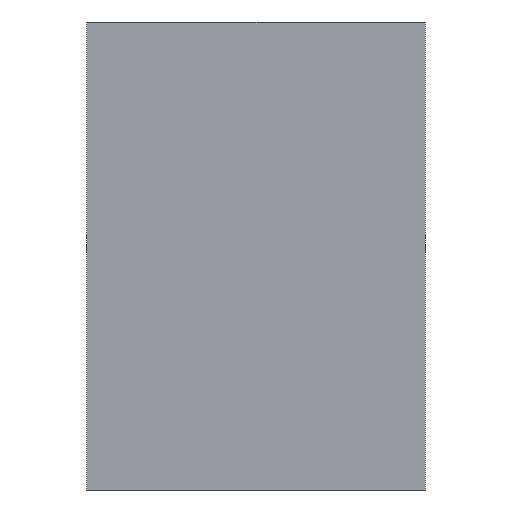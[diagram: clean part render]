
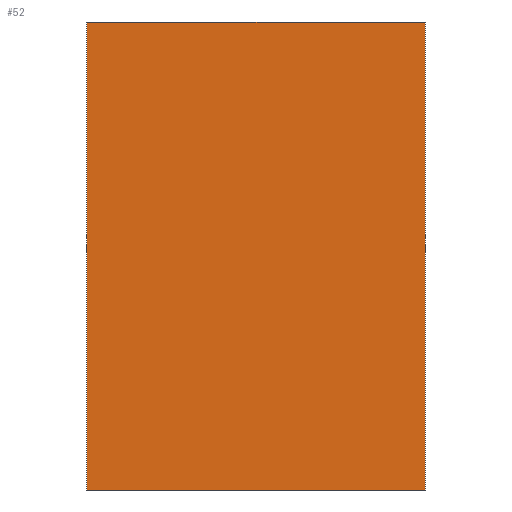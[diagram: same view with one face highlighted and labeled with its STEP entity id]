
A CAD part, left-side view. The second image highlights one B-rep face of the part: STEP entity #52.
In plain terms, the highlighted planar face has unit normal (-1, 0, 0).
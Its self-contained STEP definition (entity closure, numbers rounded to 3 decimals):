
#52 = ADVANCED_FACE( '', ( #110 ), #111, .F. );
#110 = FACE_OUTER_BOUND( '', #159, .T. );
#111 = PLANE( '', #160 );
#159 = EDGE_LOOP( '', ( #235, #236, #237, #238 ) );
#160 = AXIS2_PLACEMENT_3D( '', #239, #240, #241 );
#235 = ORIENTED_EDGE( '', *, *, #269, .T. );
#236 = ORIENTED_EDGE( '', *, *, #263, .F. );
#237 = ORIENTED_EDGE( '', *, *, #265, .F. );
#238 = ORIENTED_EDGE( '', *, *, #247, .T. );
#239 = CARTESIAN_POINT( '', ( -348., 42., 116. ) );
#240 = DIRECTION( '', ( 1., 0., 0. ) );
#241 = DIRECTION( '', ( 0., 0., -1. ) );
#247 = EDGE_CURVE( '', #281, #279, #282, .T. );
#263 = EDGE_CURVE( '', #307, #302, #309, .T. );
#265 = EDGE_CURVE( '', #281, #307, #311, .T. );
#269 = EDGE_CURVE( '', #279, #302, #315, .T. );
#279 = VERTEX_POINT( '', #325 );
#281 = VERTEX_POINT( '', #328 );
#282 = LINE( '', #329, #330 );
#302 = VERTEX_POINT( '', #352 );
#307 = VERTEX_POINT( '', #359 );
#309 = LINE( '', #362, #363 );
#311 = LINE( '', #365, #366 );
#315 = LINE( '', #372, #373 );
#325 = CARTESIAN_POINT( '', ( -348., 42., 0. ) );
#328 = CARTESIAN_POINT( '', ( -348., 42., 116. ) );
#329 = CARTESIAN_POINT( '', ( -348., 42., 116. ) );
#330 = VECTOR( '', #383, 1000. );
#352 = CARTESIAN_POINT( '', ( -348., -42., 0. ) );
#359 = CARTESIAN_POINT( '', ( -348., -42., 116. ) );
#362 = CARTESIAN_POINT( '', ( -348., -42., 116. ) );
#363 = VECTOR( '', #407, 1000. );
#365 = CARTESIAN_POINT( '', ( -348., 42., 116. ) );
#366 = VECTOR( '', #408, 1000. );
#372 = CARTESIAN_POINT( '', ( -348., 42., 0. ) );
#373 = VECTOR( '', #411, 1000. );
#383 = DIRECTION( '', ( 0., 0., -1. ) );
#407 = DIRECTION( '', ( 0., 0., -1. ) );
#408 = DIRECTION( '', ( 0., -1., 0. ) );
#411 = DIRECTION( '', ( 0., -1., 0. ) );
